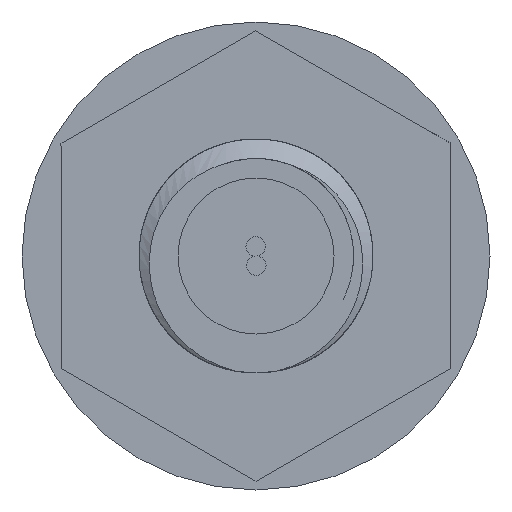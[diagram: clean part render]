
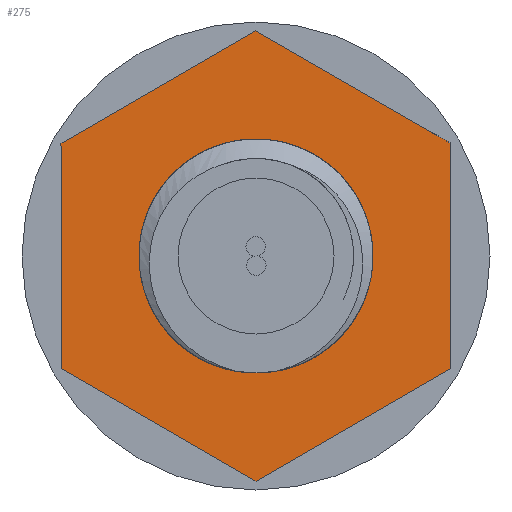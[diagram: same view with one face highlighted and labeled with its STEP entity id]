
A CAD part, left-side view. The second image highlights one B-rep face of the part: STEP entity #275.
In plain terms, the highlighted planar face has unit normal (-1, 0, 0).
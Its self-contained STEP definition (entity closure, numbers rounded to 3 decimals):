
#113=LINE('',#8323,#154);
#117=LINE('',#8332,#158);
#120=LINE('',#8338,#161);
#123=LINE('',#8344,#164);
#126=LINE('',#8350,#167);
#129=LINE('',#8356,#170);
#154=VECTOR('',#734,1.);
#158=VECTOR('',#740,1.);
#161=VECTOR('',#745,1.);
#164=VECTOR('',#750,1.);
#167=VECTOR('',#755,1.);
#170=VECTOR('',#760,1.);
#208=FACE_OUTER_BOUND('',#339,.T.);
#238=PLANE('',#658);
#275=ADVANCED_FACE('',(#208),#238,.F.);
#339=EDGE_LOOP('',(#440,#441,#442,#443,#444,#445));
#440=ORIENTED_EDGE('',*,*,#569,.F.);
#441=ORIENTED_EDGE('',*,*,#585,.F.);
#442=ORIENTED_EDGE('',*,*,#582,.F.);
#443=ORIENTED_EDGE('',*,*,#579,.F.);
#444=ORIENTED_EDGE('',*,*,#576,.F.);
#445=ORIENTED_EDGE('',*,*,#573,.F.);
#514=VERTEX_POINT('',#8324);
#515=VERTEX_POINT('',#8325);
#518=VERTEX_POINT('',#8333);
#520=VERTEX_POINT('',#8339);
#522=VERTEX_POINT('',#8345);
#524=VERTEX_POINT('',#8351);
#569=EDGE_CURVE('',#514,#515,#113,.T.);
#573=EDGE_CURVE('',#515,#518,#117,.T.);
#576=EDGE_CURVE('',#518,#520,#120,.T.);
#579=EDGE_CURVE('',#520,#522,#123,.T.);
#582=EDGE_CURVE('',#522,#524,#126,.T.);
#585=EDGE_CURVE('',#524,#514,#129,.T.);
#658=AXIS2_PLACEMENT_3D('',#8360,#766,#767);
#734=DIRECTION('',(0.,0.,-1.));
#740=DIRECTION('',(0.,0.866,-0.5));
#745=DIRECTION('',(0.,0.866,0.5));
#750=DIRECTION('',(0.,0.,1.));
#755=DIRECTION('',(0.,-0.866,0.5));
#760=DIRECTION('',(0.,-0.866,-0.5));
#766=DIRECTION('',(1.,0.,0.));
#767=DIRECTION('',(0.,0.,-1.));
#8323=CARTESIAN_POINT('',(6.,-5.,2.887));
#8324=CARTESIAN_POINT('',(6.,-5.,2.887));
#8325=CARTESIAN_POINT('',(6.,-5.,-2.887));
#8332=CARTESIAN_POINT('',(6.,-5.,-2.887));
#8333=CARTESIAN_POINT('',(6.,0.,-5.774));
#8338=CARTESIAN_POINT('',(6.,0.,-5.774));
#8339=CARTESIAN_POINT('',(6.,5.,-2.887));
#8344=CARTESIAN_POINT('',(6.,5.,-2.887));
#8345=CARTESIAN_POINT('',(6.,5.,2.887));
#8350=CARTESIAN_POINT('',(6.,5.,2.887));
#8351=CARTESIAN_POINT('',(6.,0.,5.774));
#8356=CARTESIAN_POINT('',(6.,0.,5.774));
#8360=CARTESIAN_POINT('',(6.,0.,0.));
